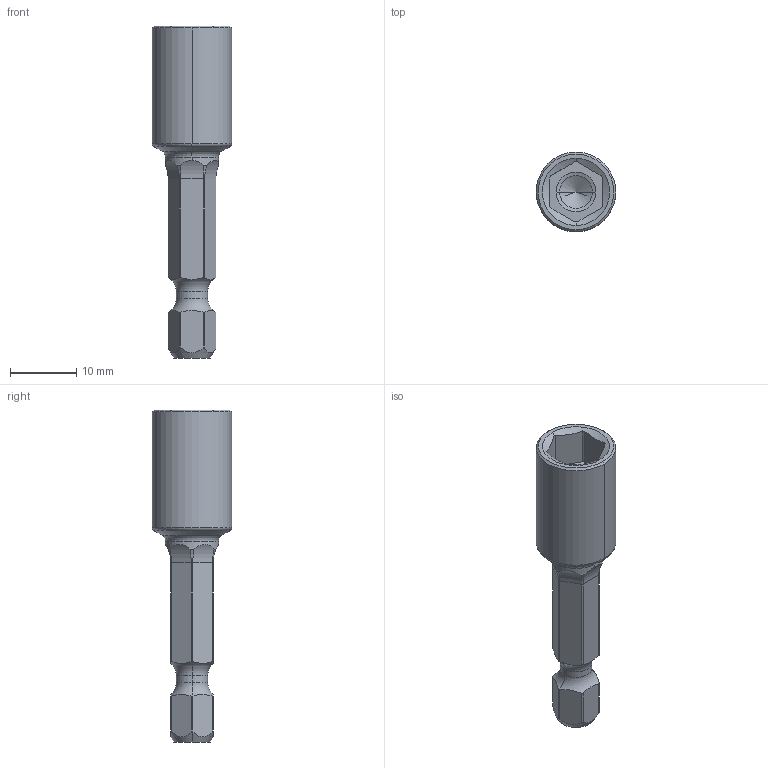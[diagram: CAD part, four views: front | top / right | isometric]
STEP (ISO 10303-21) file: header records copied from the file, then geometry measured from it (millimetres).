
FILE_DESCRIPTION((''),'2;1');
FILE_NAME('4027100008','2024-01-02T12:22:28',('a00565553'),(''),'CREO PARAMETRIC BY PTC INC, 2022414','CREO PARAMETRIC BY PTC INC, 2022414','');
FILE_SCHEMA(('CONFIG_CONTROL_DESIGN','GEOMETRIC_VALIDATION_PROPERTIES_MIM'));
Length unit declared in the file: millimetre
Products named in the file (1): 4027100008
Bounding box: 12 x 12 x 50 mm (x, y, z)
Volume: 2629.7 mm3; surface area: 1833.1 mm2
Topology: 1 solids, 1 shells, 81 faces, 202 edges, 123 vertices
Faces by surface type: cylinder 34, plane 21, torus 14, cone 12
Entity records: 2755 total; most frequent: CARTESIAN_POINT 741, DIRECTION 404, ORIENTED_EDGE 400, EDGE_CURVE 200, AXIS2_PLACEMENT_3D 167, VERTEX_POINT 123, CIRCLE 86, EDGE_LOOP 83
